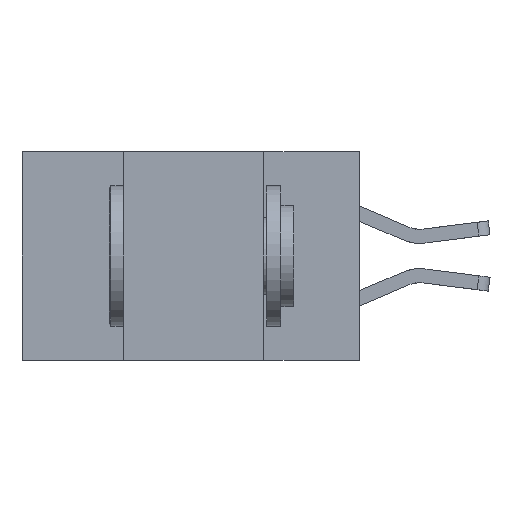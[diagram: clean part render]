
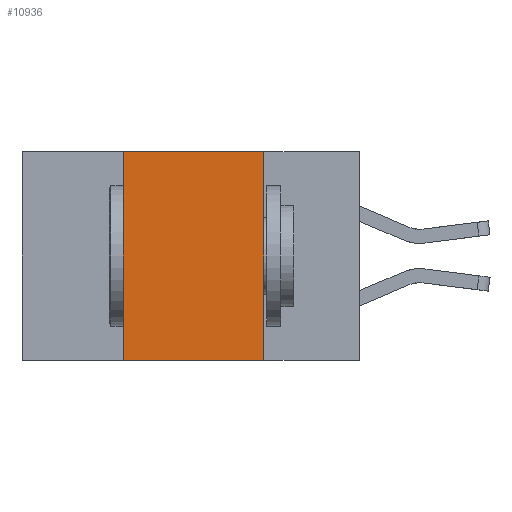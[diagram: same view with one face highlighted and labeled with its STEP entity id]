
A CAD part, left-side view. The second image highlights one B-rep face of the part: STEP entity #10936.
In plain terms, the highlighted planar face has unit normal (-1, 0, 0).
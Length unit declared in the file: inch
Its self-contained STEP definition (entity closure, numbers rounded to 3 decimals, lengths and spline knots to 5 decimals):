
#851 = VECTOR ( 'NONE', #13282, 39.37008 ) ;
#1035 = EDGE_LOOP ( 'NONE', ( #5620, #11541, #6534, #3364 ) ) ;
#1660 = EDGE_CURVE ( 'NONE', #8060, #4446, #10031, .T. ) ;
#2046 = CARTESIAN_POINT ( 'NONE',  ( 0., 0.6, -0.37 ) ) ;
#2349 = CARTESIAN_POINT ( 'NONE',  ( 0., 0.42, 0. ) ) ;
#2598 = CARTESIAN_POINT ( 'NONE',  ( 0., 0.6, 0. ) ) ;
#2673 = AXIS2_PLACEMENT_3D ( 'NONE', #7562, #14439, #6406 ) ;
#3364 = ORIENTED_EDGE ( 'NONE', *, *, #8410, .T. ) ;
#3820 = VERTEX_POINT ( 'NONE', #6674 ) ;
#3936 = VECTOR ( 'NONE', #11017, 39.37008 ) ;
#4446 = VERTEX_POINT ( 'NONE', #6361 ) ;
#5620 = ORIENTED_EDGE ( 'NONE', *, *, #14560, .F. ) ;
#5664 = VECTOR ( 'NONE', #13596, 39.37008 ) ;
#6361 = CARTESIAN_POINT ( 'NONE',  ( 0., 0.42, 0. ) ) ;
#6406 = DIRECTION ( 'NONE',  ( 0., 0., -1. ) ) ;
#6534 = ORIENTED_EDGE ( 'NONE', *, *, #1660, .F. ) ;
#6674 = CARTESIAN_POINT ( 'NONE',  ( 0., 0.17, 0. ) ) ;
#6896 = FACE_OUTER_BOUND ( 'NONE', #1035, .T. ) ;
#7265 = LINE ( 'NONE', #2598, #11271 ) ;
#7562 = CARTESIAN_POINT ( 'NONE',  ( 0., 0.6, 0. ) ) ;
#8060 = VERTEX_POINT ( 'NONE', #14499 ) ;
#8410 = EDGE_CURVE ( 'NONE', #8060, #10501, #8704, .T. ) ;
#8704 = LINE ( 'NONE', #2046, #3936 ) ;
#8902 = CARTESIAN_POINT ( 'NONE',  ( 0., 0.17, -0.37 ) ) ;
#10031 = LINE ( 'NONE', #2349, #5664 ) ;
#10150 = EDGE_CURVE ( 'NONE', #4446, #3820, #7265, .T. ) ;
#10501 = VERTEX_POINT ( 'NONE', #8902 ) ;
#10936 = ADVANCED_FACE ( 'NONE', ( #6896 ), #12036, .F. ) ;
#11017 = DIRECTION ( 'NONE',  ( 0., -1., 0. ) ) ;
#11271 = VECTOR ( 'NONE', #13784, 39.37008 ) ;
#11541 = ORIENTED_EDGE ( 'NONE', *, *, #10150, .F. ) ;
#12036 = PLANE ( 'NONE',  #2673 ) ;
#13282 = DIRECTION ( 'NONE',  ( 0., 0., -1. ) ) ;
#13596 = DIRECTION ( 'NONE',  ( 0., 0., 1. ) ) ;
#13784 = DIRECTION ( 'NONE',  ( 0., -1., 0. ) ) ;
#14211 = LINE ( 'NONE', #14470, #851 ) ;
#14439 = DIRECTION ( 'NONE',  ( 1., 0., 0. ) ) ;
#14470 = CARTESIAN_POINT ( 'NONE',  ( 0., 0.17, 0. ) ) ;
#14499 = CARTESIAN_POINT ( 'NONE',  ( 0., 0.42, -0.37 ) ) ;
#14560 = EDGE_CURVE ( 'NONE', #3820, #10501, #14211, .T. ) ;
